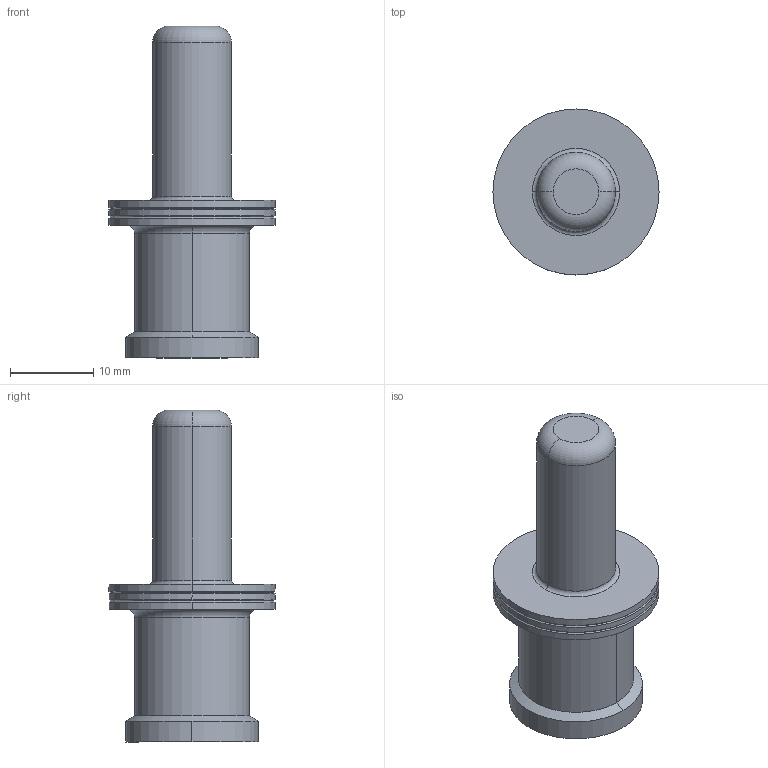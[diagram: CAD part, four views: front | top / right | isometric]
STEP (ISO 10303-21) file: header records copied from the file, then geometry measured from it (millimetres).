
FILE_DESCRIPTION(('CoCreate Modeling STEP Export'),'2;1');
FILE_NAME('CYMA_50.stp','2009-02-03T 8:44:11',(''),(''),'CoCreate Modeling STEP processor for AP214 (Solid Model)','CoCreate Modeling 16.00A 16-Aug-2008 (C) Parametric Technology GmbH','');
FILE_SCHEMA(('AUTOMOTIVE_DESIGN { 1 0 10303 214 1 1 1 1 }'));
Length unit declared in the file: millimetre
Products named in the file (2): CYMA_50
Assembly tree (1 placements, depth 2):
  CYMA_50
    CYMA_50
Bounding box: 20 x 20 x 40 mm (x, y, z)
Volume: 3698.9 mm3; surface area: 2649.3 mm2
Topology: 1 solids, 1 shells, 37 faces, 76 edges, 44 vertices
Faces by surface type: cylinder 14, cone 12, torus 6, plane 5
Entity records: 815 total; most frequent: ORIENTED_EDGE 152, DIRECTION 120, CARTESIAN_POINT 117, EDGE_CURVE 76, AXIS2_PLACEMENT_3D 47, VERTEX_POINT 44, EDGE_LOOP 40, FACE_OUTER_BOUND 37
